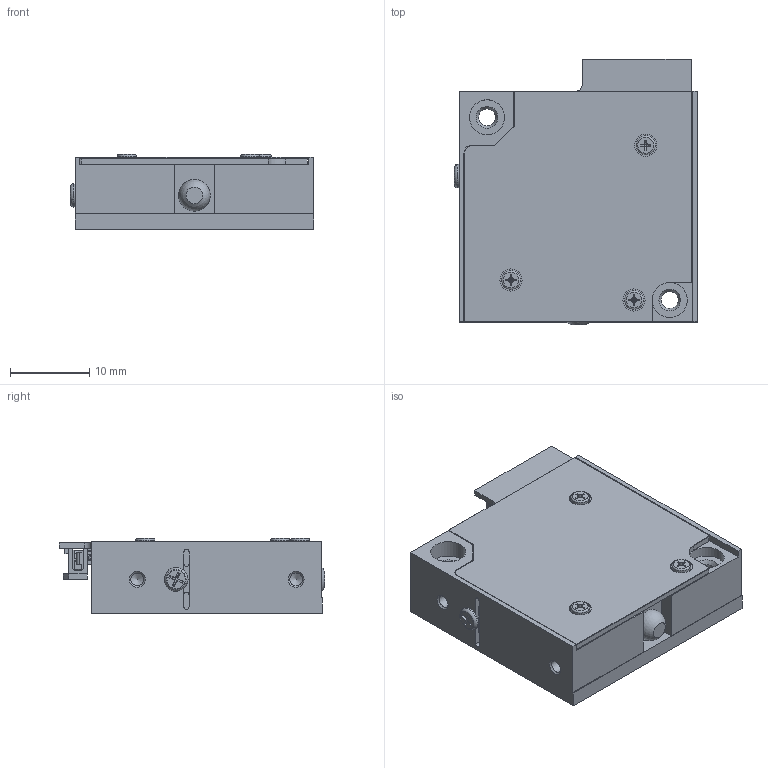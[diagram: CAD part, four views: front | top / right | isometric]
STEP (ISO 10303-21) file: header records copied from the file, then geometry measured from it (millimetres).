
FILE_DESCRIPTION(/* description */ (''),/* implementation_level */ '2;1');
FILE_NAME(/* name */ 'XMU_3_assy_F2.stp',/* time_stamp */ '2023-01-25T23:03:00+01:00',/* author */ (''),/* organization */ (''),/* preprocessor_version */ 'ST-DEVELOPER v16',/* originating_system */ 'SIEMENS PLM Software NX 10.0',/* authorisation */ '');
FILE_SCHEMA (('AUTOMOTIVE_DESIGN { 1 0 10303 214 3 1 1 1 }'));
Products named in the file (10): 525591452_stp; 525591252_stp; 527451497_Gold; 527451297_Gold; CSPPN1P-ST3W-M2-1_5_214_step; XMU_3_cover_A; PACK-SMIB1.6-3_stp; XMU_3_body_E2; XMU_3_top_PCB_B; XMU_3_assy_F2
Assembly tree (11 placements, depth 3):
  XMU_3_assy_F2
    XMU_3_body_E2
    XMU_3_top_PCB_B
      527451297_Gold
      527451497_Gold
      525591252_stp
      525591452_stp
    PACK-SMIB1.6-3_stp  x3
    XMU_3_cover_A
    CSPPN1P-ST3W-M2-1_5_214_step
Bounding box: 30.6 x 33.4 x 9.45 mm (x, y, z)
Volume: 7791.2 mm3; surface area: 7929.7 mm2
Topology: 12 solids, 12 shells, 2542 faces, 7487 edges, 4905 vertices
Faces by surface type: plane 2162, cylinder 323, cone 38, torus 15, bspline 3, sphere 1
Full cylindrical faces by diameter (mm): 1 x4, 1.25 x3, 1.6 x6, 1.8 x3, 2.135 x2, 2.4 x3, 2.8 x3, 4.4 x2, 8 x1
Entity records: 81875 total; most frequent: CARTESIAN_POINT 14791, ORIENTED_EDGE 14526, DIRECTION 12870, EDGE_CURVE 7263, LINE 6552, VECTOR 6552, VERTEX_POINT 4789, AXIS2_PLACEMENT_3D 3159
